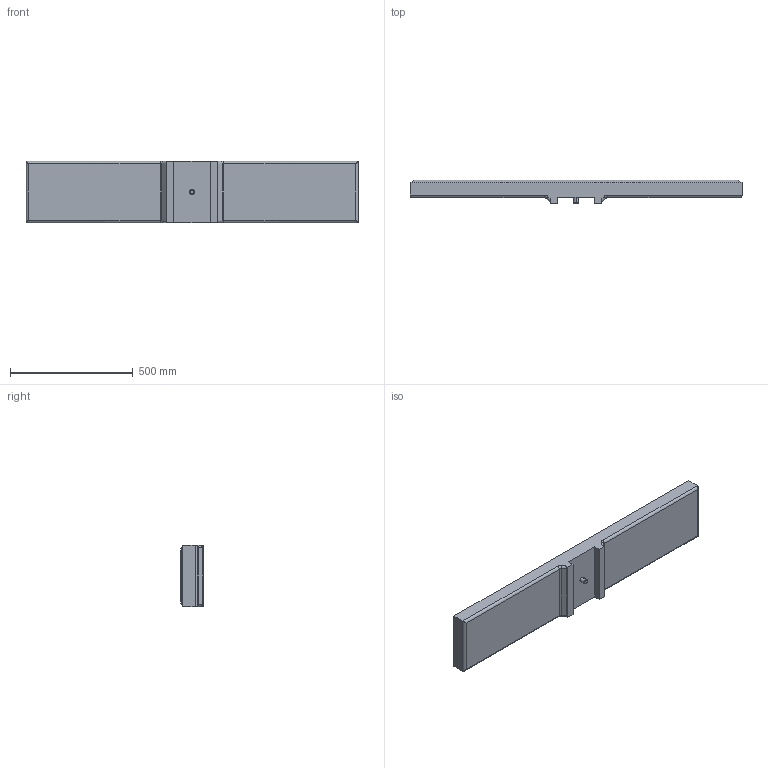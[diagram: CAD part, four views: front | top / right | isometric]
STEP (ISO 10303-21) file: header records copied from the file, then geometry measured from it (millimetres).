
FILE_DESCRIPTION (( 'STEP AP214' ), '1' );
FILE_NAME ('Ant_Array.STEP', '2021-05-17T09:03:44', ( '' ), ( '' ), 'SwSTEP 2.0', 'SolidWorks 2020', '' );
FILE_SCHEMA (( 'AUTOMOTIVE_DESIGN' ));
Length unit declared in the file: millimetre
Products named in the file (1): Ant_Array
Bounding box: 1350 x 95 x 250 mm (x, y, z)
Volume: 8557014.1 mm3; surface area: 1639538.8 mm2
Topology: 1 solids, 2 shells, 51 faces, 116 edges, 70 vertices
Faces by surface type: plane 31, cylinder 14, torus 4, cone 2
Entity records: 1428 total; most frequent: CARTESIAN_POINT 262, DIRECTION 234, ORIENTED_EDGE 232, EDGE_CURVE 116, LINE 86, VECTOR 86, AXIS2_PLACEMENT_3D 74, VERTEX_POINT 70
